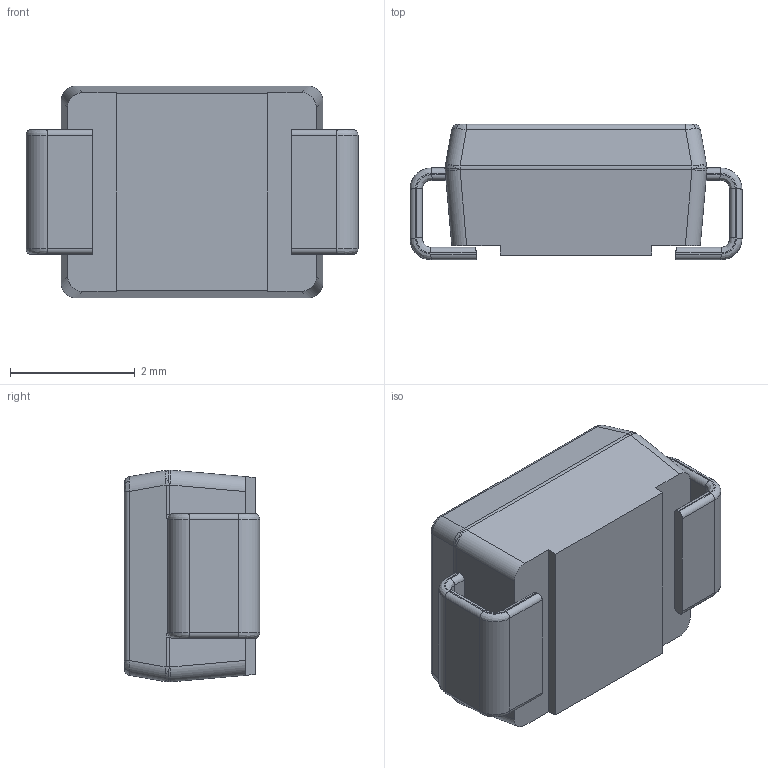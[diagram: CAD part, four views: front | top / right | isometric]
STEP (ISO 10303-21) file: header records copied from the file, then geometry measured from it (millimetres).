
FILE_DESCRIPTION (( 'STEP AP214' ), '1' );
FILE_NAME ('User Library-D_SMB.STEP', '2016-03-28T12:19:18', ( 'Windows User' ), ( '' ), 'SwSTEP 2.0', 'SolidWorks 2016', '' );
FILE_SCHEMA (( 'AUTOMOTIVE_DESIGN' ));
Length unit declared in the file: millimetre
Products named in the file (1): User Library-D_SMB
Bounding box: 5.32 x 2.17 x 3.4 mm (x, y, z)
Volume: 29.1 mm3; surface area: 75.6 mm2
Topology: 1 solids, 1 shells, 148 faces, 330 edges, 180 vertices
Faces by surface type: plane 54, bspline 52, cylinder 26, sphere 16
Entity records: 5465 total; most frequent: CARTESIAN_POINT 1453, ORIENTED_EDGE 652, DIRECTION 636, EDGE_CURVE 326, AXIS2_PLACEMENT_3D 237, VERTEX_POINT 180, VECTOR 162, LINE 162
